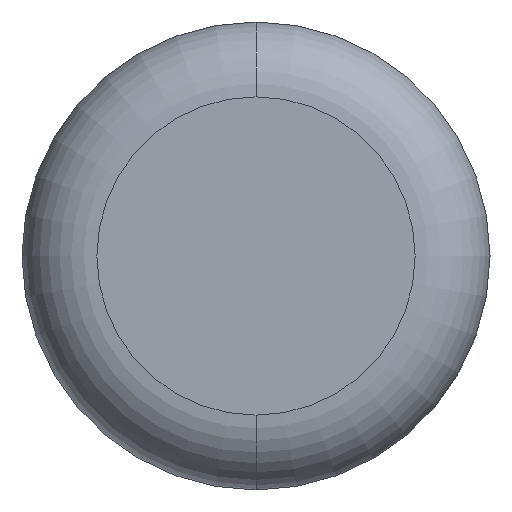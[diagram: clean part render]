
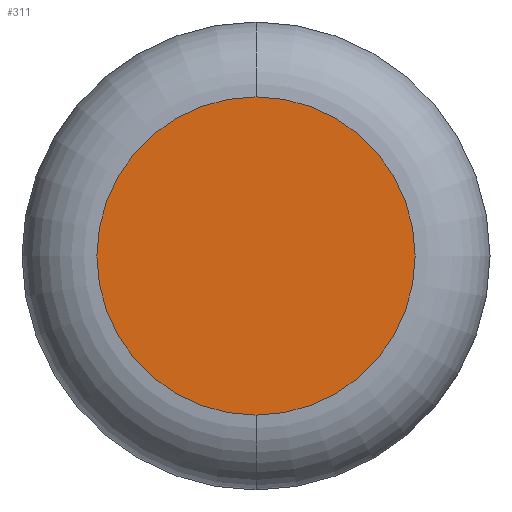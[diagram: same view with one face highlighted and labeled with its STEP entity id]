
A CAD part, front view. The second image highlights one B-rep face of the part: STEP entity #311.
In plain terms, the highlighted planar face has unit normal (0, -1, 0).
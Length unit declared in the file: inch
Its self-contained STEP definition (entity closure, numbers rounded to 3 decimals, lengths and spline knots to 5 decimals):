
#13 = CARTESIAN_POINT ( 'NONE',  ( 0., 0., -0.1275 ) ) ;
#70 = DIRECTION ( 'NONE',  ( 0., -1., 0. ) ) ;
#78 = ORIENTED_EDGE ( 'NONE', *, *, #332, .T. ) ;
#79 = CARTESIAN_POINT ( 'NONE',  ( 0., 0., 0. ) ) ;
#90 = PLANE ( 'NONE',  #213 ) ;
#110 = CARTESIAN_POINT ( 'NONE',  ( 0., 0., 0. ) ) ;
#124 = DIRECTION ( 'NONE',  ( 0., -1., 0. ) ) ;
#158 = DIRECTION ( 'NONE',  ( 0., 0., -1. ) ) ;
#160 = ORIENTED_EDGE ( 'NONE', *, *, #547, .T. ) ;
#196 = CARTESIAN_POINT ( 'NONE',  ( 0., 0., 0. ) ) ;
#213 = AXIS2_PLACEMENT_3D ( 'NONE', #79, #70, #158 ) ;
#214 = AXIS2_PLACEMENT_3D ( 'NONE', #110, #273, #452 ) ;
#225 = AXIS2_PLACEMENT_3D ( 'NONE', #196, #124, #369 ) ;
#259 = FACE_OUTER_BOUND ( 'NONE', #496, .T. ) ;
#273 = DIRECTION ( 'NONE',  ( 0., -1., 0. ) ) ;
#291 = CARTESIAN_POINT ( 'NONE',  ( 0., 0., 0.1275 ) ) ;
#311 = ADVANCED_FACE ( 'NONE', ( #259 ), #90, .T. ) ;
#332 = EDGE_CURVE ( 'NONE', #409, #534, #525, .T. ) ;
#369 = DIRECTION ( 'NONE',  ( 0., 0., -1. ) ) ;
#397 = CIRCLE ( 'NONE', #214, 0.1275 ) ;
#409 = VERTEX_POINT ( 'NONE', #291 ) ;
#452 = DIRECTION ( 'NONE',  ( 0., 0., -1. ) ) ;
#496 = EDGE_LOOP ( 'NONE', ( #160, #78 ) ) ;
#525 = CIRCLE ( 'NONE', #225, 0.1275 ) ;
#534 = VERTEX_POINT ( 'NONE', #13 ) ;
#547 = EDGE_CURVE ( 'NONE', #534, #409, #397, .T. ) ;
